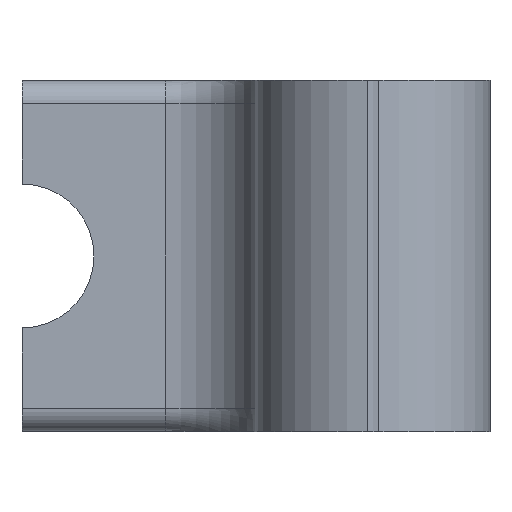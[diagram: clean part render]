
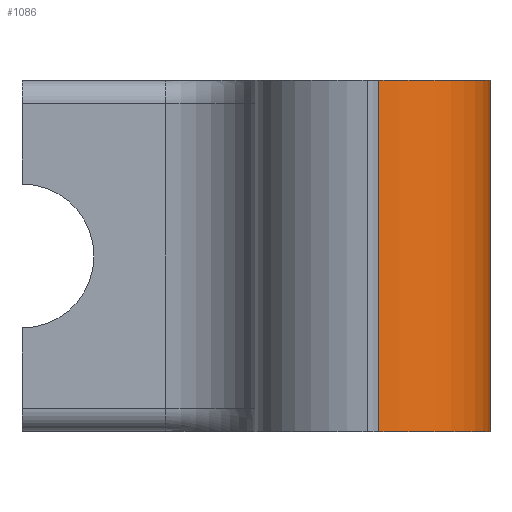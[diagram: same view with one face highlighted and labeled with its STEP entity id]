
A CAD part, front view. The second image highlights one B-rep face of the part: STEP entity #1086.
In plain terms, the highlighted cylindrical face has radius 10.25 mm (diameter 20.5 mm), a partial arc.
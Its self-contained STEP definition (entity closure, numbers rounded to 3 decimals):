
#99=FACE_OUTER_BOUND('',#159,.T.);
#159=EDGE_LOOP('',(#923,#924,#925,#926));
#266=LINE('',#2013,#361);
#267=LINE('',#2014,#362);
#361=VECTOR('',#1491,10.25);
#362=VECTOR('',#1492,10.);
#384=CIRCLE('',#1139,10.25);
#392=CIRCLE('',#1150,10.25);
#465=VERTEX_POINT('',#1653);
#466=VERTEX_POINT('',#1655);
#478=VERTEX_POINT('',#1685);
#479=VERTEX_POINT('',#1687);
#577=EDGE_CURVE('',#466,#465,#384,.T.);
#593=EDGE_CURVE('',#479,#478,#392,.T.);
#682=EDGE_CURVE('',#465,#479,#266,.T.);
#683=EDGE_CURVE('',#478,#466,#267,.T.);
#923=ORIENTED_EDGE('',*,*,#577,.T.);
#924=ORIENTED_EDGE('',*,*,#682,.T.);
#925=ORIENTED_EDGE('',*,*,#593,.T.);
#926=ORIENTED_EDGE('',*,*,#683,.T.);
#1043=CYLINDRICAL_SURFACE('',#1211,10.25);
#1086=ADVANCED_FACE('',(#99),#1043,.T.);
#1139=AXIS2_PLACEMENT_3D('',#1656,#1288,#1289);
#1150=AXIS2_PLACEMENT_3D('',#1688,#1318,#1319);
#1211=AXIS2_PLACEMENT_3D('',#2012,#1489,#1490);
#1288=DIRECTION('center_axis',(0.,0.,1.));
#1289=DIRECTION('ref_axis',(0.073,-0.997,0.));
#1318=DIRECTION('center_axis',(0.,0.,-1.));
#1319=DIRECTION('ref_axis',(0.073,-0.997,0.));
#1489=DIRECTION('center_axis',(0.,0.,1.));
#1490=DIRECTION('ref_axis',(0.073,-0.997,0.));
#1491=DIRECTION('',(0.,0.,1.));
#1492=DIRECTION('',(0.,0.,-1.));
#1653=CARTESIAN_POINT('',(10.,-25.727,-15.));
#1655=CARTESIAN_POINT('',(0.5,-35.95,-15.));
#1656=CARTESIAN_POINT('Origin',(-0.25,-25.727,-15.));
#1685=CARTESIAN_POINT('',(0.5,-35.95,15.));
#1687=CARTESIAN_POINT('',(10.,-25.727,15.));
#1688=CARTESIAN_POINT('Origin',(-0.25,-25.727,15.));
#2012=CARTESIAN_POINT('Origin',(-0.25,-25.727,7.5));
#2013=CARTESIAN_POINT('',(10.,-25.727,7.5));
#2014=CARTESIAN_POINT('',(0.5,-35.95,7.5));
